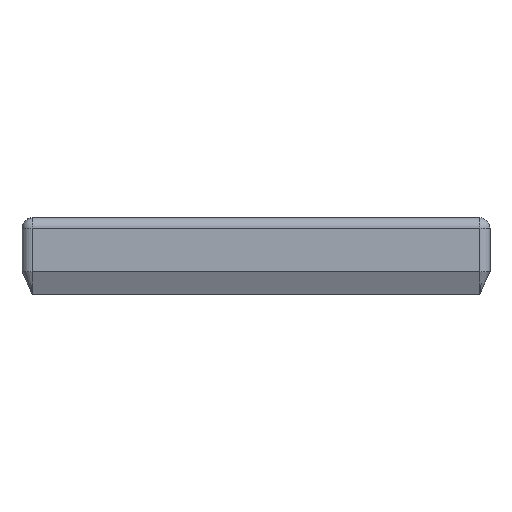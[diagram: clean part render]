
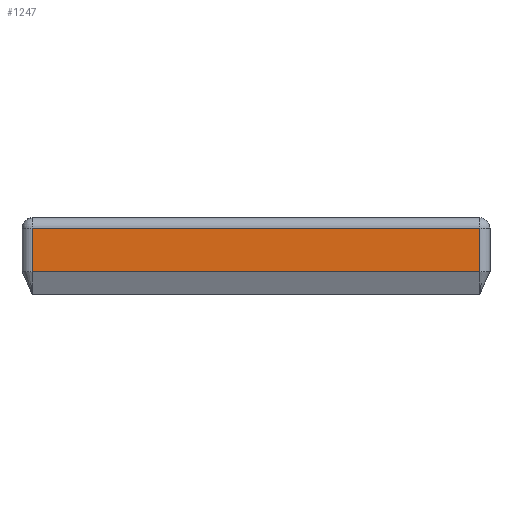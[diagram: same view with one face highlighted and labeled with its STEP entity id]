
A CAD part, left-side view. The second image highlights one B-rep face of the part: STEP entity #1247.
In plain terms, the highlighted planar face has unit normal (-1, 0, 0).
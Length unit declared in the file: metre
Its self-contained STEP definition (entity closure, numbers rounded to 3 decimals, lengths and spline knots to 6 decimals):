
#270=ORIENTED_EDGE('',*,*,#542,.T.);
#271=ORIENTED_EDGE('',*,*,#543,.T.);
#272=ORIENTED_EDGE('',*,*,#544,.T.);
#273=ORIENTED_EDGE('',*,*,#545,.T.);
#542=EDGE_CURVE('',#682,#683,#812,.T.);
#543=EDGE_CURVE('',#683,#684,#813,.T.);
#544=EDGE_CURVE('',#684,#685,#814,.F.);
#545=EDGE_CURVE('',#685,#682,#815,.T.);
#682=VERTEX_POINT('',#1987);
#683=VERTEX_POINT('',#1988);
#684=VERTEX_POINT('',#1990);
#685=VERTEX_POINT('',#1992);
#812=LINE('',#1986,#957);
#813=LINE('',#1989,#958);
#814=LINE('',#1991,#959);
#815=LINE('',#1993,#960);
#957=VECTOR('',#1602,1.);
#958=VECTOR('',#1603,1.);
#959=VECTOR('',#1604,1.);
#960=VECTOR('',#1605,1.);
#1038=EDGE_LOOP('',(#270,#271,#272,#273));
#1125=FACE_BOUND('',#1038,.T.);
#1197=PLANE('',#1343);
#1247=ADVANCED_FACE('',(#1125),#1197,.T.);
#1343=AXIS2_PLACEMENT_3D('',#1985,#1600,#1601);
#1600=DIRECTION('',(-1.,0.,0.));
#1601=DIRECTION('',(0.,0.,1.));
#1602=DIRECTION('',(0.,0.,-1.));
#1603=DIRECTION('',(0.,-1.,0.));
#1604=DIRECTION('',(0.,0.,-1.));
#1605=DIRECTION('',(0.,1.,0.));
#1985=CARTESIAN_POINT('',(-0.14933,0.022779,0.022));
#1986=CARTESIAN_POINT('',(-0.14933,0.053818,0.022));
#1987=CARTESIAN_POINT('',(-0.14933,0.053818,0.019));
#1988=CARTESIAN_POINT('',(-0.14933,0.053818,0.006434));
#1989=CARTESIAN_POINT('',(-0.14933,-0.075058,0.006434));
#1990=CARTESIAN_POINT('',(-0.14933,-0.075058,0.006434));
#1991=CARTESIAN_POINT('',(-0.14933,-0.075058,0.022));
#1992=CARTESIAN_POINT('',(-0.14933,-0.075058,0.019));
#1993=CARTESIAN_POINT('',(-0.14933,0.022779,0.019));
